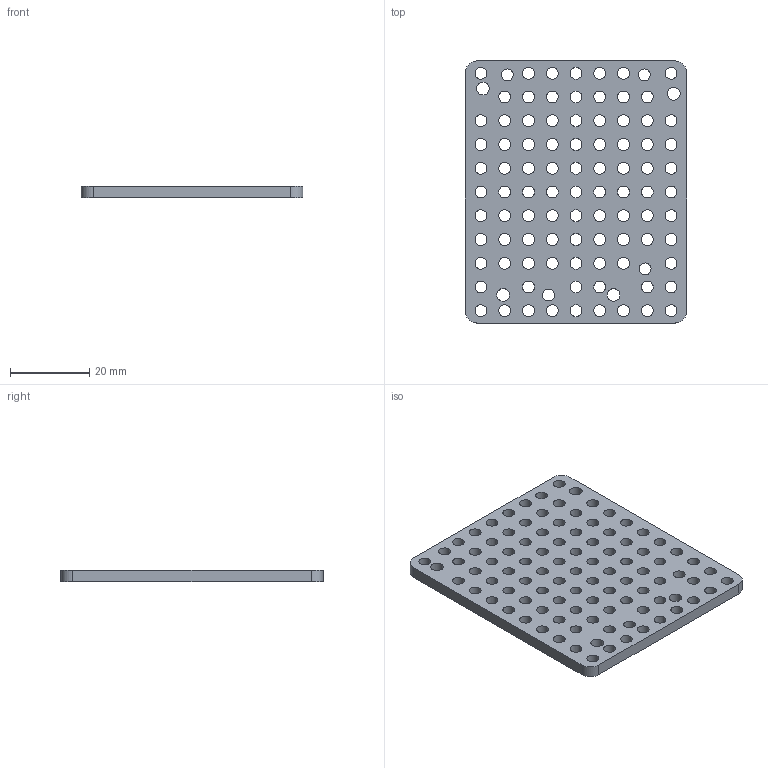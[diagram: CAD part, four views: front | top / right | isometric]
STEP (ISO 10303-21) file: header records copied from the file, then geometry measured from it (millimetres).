
FILE_DESCRIPTION(('STEP AP214'), '1');
FILE_NAME('2platform', '', ('UNSPECIFIED'), ('UNSPECIFIED'), 'C3D Converter', 'C3D Toolkit', '');
FILE_SCHEMA(('AUTOMOTIVE_DESIGN { 1 0 10303 214 3 1 1}'));
Length unit declared in the file: millimetre
Bounding box: 55.91 x 66.2 x 3 mm (x, y, z)
Volume: 8970.6 mm3; surface area: 9504.4 mm2
Topology: 1 solids, 1 shells, 109 faces, 321 edges, 214 vertices
Faces by surface type: cylinder 103, plane 6
Full cylindrical faces by diameter (mm): 3 x95, 3.2 x4
Entity records: 3702 total; most frequent: DIRECTION 648, CARTESIAN_POINT 546, ORIENTED_EDGE 444, EDGE_LOOP 406, AXIS2_PLACEMENT_3D 316, EDGE_CURVE 222, VERTEX_POINT 214, FACE_BOUND 208
